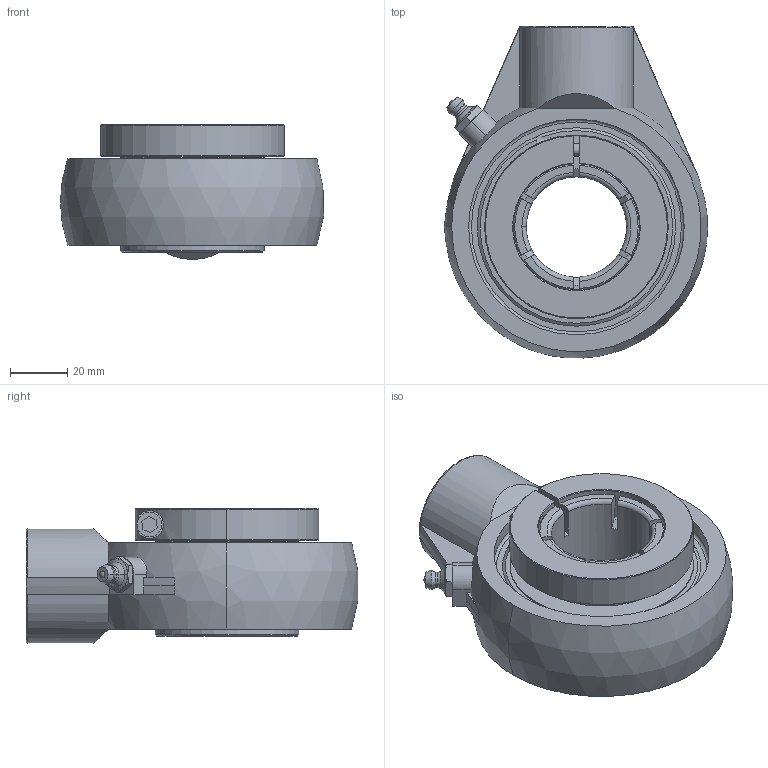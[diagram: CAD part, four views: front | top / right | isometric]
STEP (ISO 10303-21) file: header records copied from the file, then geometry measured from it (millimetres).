
FILE_DESCRIPTION(('HOOPS Exchange Step'),'2;1');
FILE_NAME('export-1FA66424-8414-4710-ADC7-7F07759F0B60.stp','2019-12-13T13:44:53-08:00',('ibuslach'),('Alibre'),'HOOPS Exchange 2019.2','Alibre','Unknown authorisation');
FILE_SCHEMA( ('AP242_MANAGED_MODEL_BASED_3D_ENGINEERING_MIM_LF {1 0 10303 442 1 1 4 }') );
Length unit declared in the file: centimetre
Products named in the file (8): MRN SHA 207; ZERK 6mm; SUE 207 BOLT; SUE 207 LOCK RING; SUE 207 SHIELD; SUE 207 RACES; MRN SUE 207; MRN SUEHA 207
Assembly tree (8 placements, depth 3):
  MRN SUEHA 207
    MRN SHA 207
    ZERK 6mm
    MRN SUE 207
      SUE 207 BOLT
      SUE 207 LOCK RING
      SUE 207 SHIELD  x2
      SUE 207 RACES
Bounding box: 91.71 x 115.66 x 46.86 mm (x, y, z)
Volume: 170195.7 mm3; surface area: 64489.6 mm2
Topology: 8 solids, 8 shells, 242 faces, 658 edges, 431 vertices
Faces by surface type: plane 84, cylinder 58, cone 57, torus 28, sphere 11, bspline 4
Full cylindrical faces by diameter (mm): 1.48 x2, 4.134 x1, 4.137 x1, 5.8 x1, 6 x2, 8.5 x1, 19.05 x1, 35 x1, 50 x4, 51.016 x2, 62 x2, 64 x2, 75.166 x2
Entity records: 12318 total; most frequent: CARTESIAN_POINT 6161, DIRECTION 1315, ORIENTED_EDGE 1262, EDGE_CURVE 631, AXIS2_PLACEMENT_3D 552, VERTEX_POINT 417, CIRCLE 289, EDGE_LOOP 260
